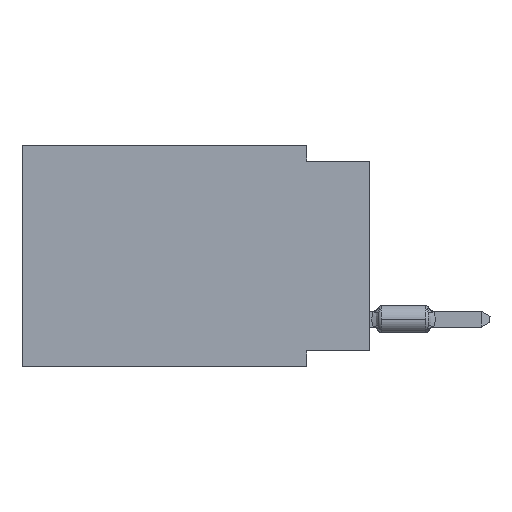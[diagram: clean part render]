
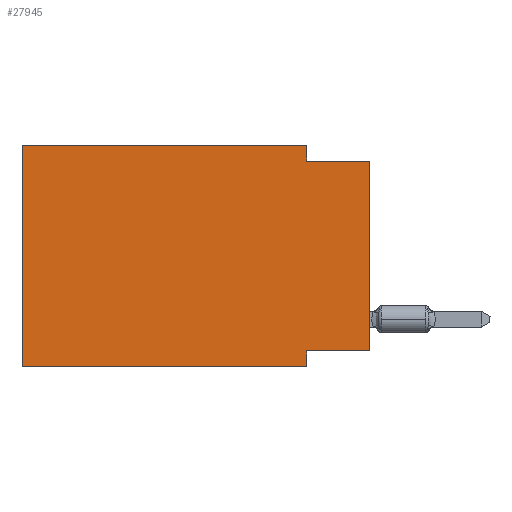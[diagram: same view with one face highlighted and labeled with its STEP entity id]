
A CAD part, left-side view. The second image highlights one B-rep face of the part: STEP entity #27945.
In plain terms, the highlighted planar face has unit normal (-1, 0, 0).
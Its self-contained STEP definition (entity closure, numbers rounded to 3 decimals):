
#2125 = CARTESIAN_POINT ( 'NONE',  ( 0., 2.54, 0. ) ) ;
#3952 = CARTESIAN_POINT ( 'NONE',  ( 0., 13.97, -8.89 ) ) ;
#4601 = CARTESIAN_POINT ( 'NONE',  ( 0., 0., -0.635 ) ) ;
#5116 = CARTESIAN_POINT ( 'NONE',  ( 0., 13.97, -8.89 ) ) ;
#5142 = EDGE_CURVE ( 'NONE', #36731, #42864, #18902, .T. ) ;
#5369 = CARTESIAN_POINT ( 'NONE',  ( 0., 2.54, 0. ) ) ;
#5598 = VERTEX_POINT ( 'NONE', #49813 ) ;
#6225 = VECTOR ( 'NONE', #26214, 1000. ) ;
#6571 = EDGE_CURVE ( 'NONE', #42864, #13653, #21024, .T. ) ;
#6614 = DIRECTION ( 'NONE',  ( 0., 0., -1. ) ) ;
#7461 = ORIENTED_EDGE ( 'NONE', *, *, #5142, .F. ) ;
#9780 = ORIENTED_EDGE ( 'NONE', *, *, #26667, .F. ) ;
#10108 = ORIENTED_EDGE ( 'NONE', *, *, #6571, .F. ) ;
#11122 = VERTEX_POINT ( 'NONE', #3952 ) ;
#11795 = DIRECTION ( 'NONE',  ( 0., 1., 0. ) ) ;
#12608 = DIRECTION ( 'NONE',  ( 1., 0., 0. ) ) ;
#12812 = LINE ( 'NONE', #5116, #6225 ) ;
#13419 = VECTOR ( 'NONE', #27941, 1000. ) ;
#13653 = VERTEX_POINT ( 'NONE', #37408 ) ;
#17016 = CARTESIAN_POINT ( 'NONE',  ( 0., 13.97, 0. ) ) ;
#17034 = EDGE_LOOP ( 'NONE', ( #48793, #33414, #10108, #7461, #9780, #49932, #31570, #18916 ) ) ;
#17930 = DIRECTION ( 'NONE',  ( 0., 0., 1. ) ) ;
#18902 = LINE ( 'NONE', #36160, #13419 ) ;
#18916 = ORIENTED_EDGE ( 'NONE', *, *, #21453, .F. ) ;
#18927 = CARTESIAN_POINT ( 'NONE',  ( 0., 2.54, -8.89 ) ) ;
#19456 = CARTESIAN_POINT ( 'NONE',  ( 0., 0., -8.255 ) ) ;
#21024 = LINE ( 'NONE', #5369, #53637 ) ;
#21453 = EDGE_CURVE ( 'NONE', #5598, #21830, #48526, .T. ) ;
#21830 = VERTEX_POINT ( 'NONE', #50352 ) ;
#23542 = VECTOR ( 'NONE', #54001, 1000. ) ;
#24130 = CARTESIAN_POINT ( 'NONE',  ( 0., 0., -0.635 ) ) ;
#24132 = EDGE_CURVE ( 'NONE', #21830, #49328, #39765, .T. ) ;
#24208 = VECTOR ( 'NONE', #17930, 1000. ) ;
#24816 = EDGE_CURVE ( 'NONE', #5598, #37583, #38496, .T. ) ;
#24921 = DIRECTION ( 'NONE',  ( 0., 0., -1. ) ) ;
#26214 = DIRECTION ( 'NONE',  ( 0., -1., 0. ) ) ;
#26667 = EDGE_CURVE ( 'NONE', #11122, #36731, #32861, .T. ) ;
#27941 = DIRECTION ( 'NONE',  ( 0., -1., 0. ) ) ;
#27945 = ADVANCED_FACE ( 'NONE', ( #37806 ), #50151, .F. ) ;
#29301 = CARTESIAN_POINT ( 'NONE',  ( 0., 13.97, 0. ) ) ;
#30266 = CARTESIAN_POINT ( 'NONE',  ( 0., 0., 0. ) ) ;
#30349 = VECTOR ( 'NONE', #41923, 1000. ) ;
#31570 = ORIENTED_EDGE ( 'NONE', *, *, #24132, .F. ) ;
#32861 = LINE ( 'NONE', #29301, #30349 ) ;
#33414 = ORIENTED_EDGE ( 'NONE', *, *, #35409, .F. ) ;
#34212 = CARTESIAN_POINT ( 'NONE',  ( 0., 13.97, 0. ) ) ;
#35409 = EDGE_CURVE ( 'NONE', #13653, #37583, #44698, .T. ) ;
#36160 = CARTESIAN_POINT ( 'NONE',  ( 0., 13.97, 0. ) ) ;
#36731 = VERTEX_POINT ( 'NONE', #17016 ) ;
#37408 = CARTESIAN_POINT ( 'NONE',  ( 0., 2.54, -0.635 ) ) ;
#37445 = AXIS2_PLACEMENT_3D ( 'NONE', #34212, #12608, #24921 ) ;
#37533 = EDGE_CURVE ( 'NONE', #11122, #49328, #12812, .T. ) ;
#37583 = VERTEX_POINT ( 'NONE', #4601 ) ;
#37806 = FACE_OUTER_BOUND ( 'NONE', #17034, .T. ) ;
#37928 = VECTOR ( 'NONE', #11795, 1000. ) ;
#38267 = DIRECTION ( 'NONE',  ( 0., 0., -1. ) ) ;
#38496 = LINE ( 'NONE', #30266, #24208 ) ;
#38759 = CARTESIAN_POINT ( 'NONE',  ( 0., 2.54, -8.89 ) ) ;
#39765 = LINE ( 'NONE', #18927, #53053 ) ;
#41923 = DIRECTION ( 'NONE',  ( 0., 0., 1. ) ) ;
#42864 = VERTEX_POINT ( 'NONE', #2125 ) ;
#44698 = LINE ( 'NONE', #24130, #23542 ) ;
#48526 = LINE ( 'NONE', #19456, #37928 ) ;
#48793 = ORIENTED_EDGE ( 'NONE', *, *, #24816, .T. ) ;
#49328 = VERTEX_POINT ( 'NONE', #38759 ) ;
#49813 = CARTESIAN_POINT ( 'NONE',  ( 0., 0., -8.255 ) ) ;
#49932 = ORIENTED_EDGE ( 'NONE', *, *, #37533, .T. ) ;
#50151 = PLANE ( 'NONE',  #37445 ) ;
#50352 = CARTESIAN_POINT ( 'NONE',  ( 0., 2.54, -8.255 ) ) ;
#53053 = VECTOR ( 'NONE', #6614, 1000. ) ;
#53637 = VECTOR ( 'NONE', #38267, 1000. ) ;
#54001 = DIRECTION ( 'NONE',  ( 0., -1., 0. ) ) ;
